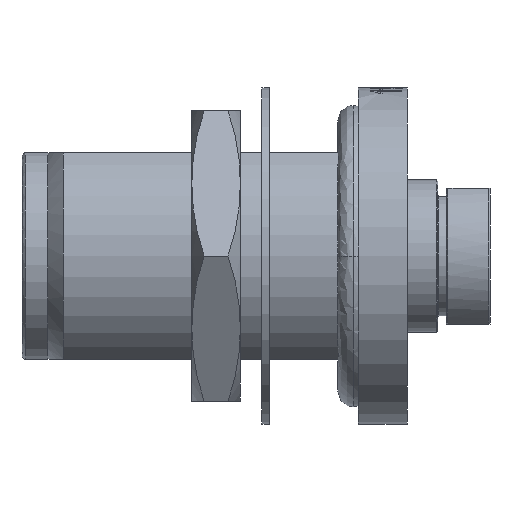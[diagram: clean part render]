
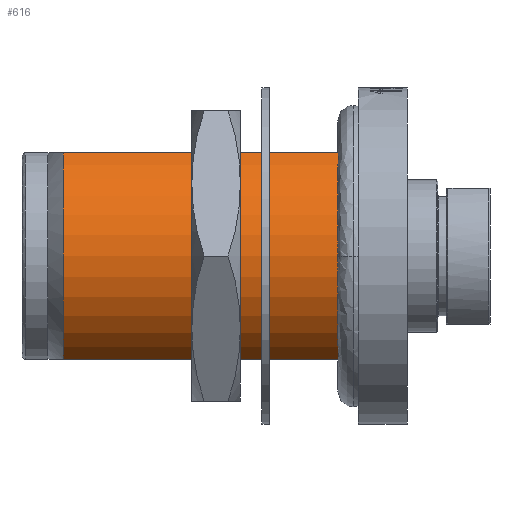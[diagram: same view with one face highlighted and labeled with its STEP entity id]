
A CAD part, front view. The second image highlights one B-rep face of the part: STEP entity #616.
In plain terms, the highlighted cylindrical face has radius 7.8 mm (diameter 15.6 mm), a partial arc.
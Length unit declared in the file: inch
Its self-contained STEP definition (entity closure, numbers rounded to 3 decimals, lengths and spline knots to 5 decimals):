
#342 = DIRECTION ( 'NONE',  ( 0., 0., -1. ) ) ;
#616 = ADVANCED_FACE ( 'NONE', ( #7971 ), #6755, .T. ) ;
#1214 = CARTESIAN_POINT ( 'NONE',  ( 0.1063, 0., 0. ) ) ;
#1242 = VECTOR ( 'NONE', #3268, 39.37008 ) ;
#1730 = DIRECTION ( 'NONE',  ( 1., 0., 0. ) ) ;
#1943 = AXIS2_PLACEMENT_3D ( 'NONE', #10834, #1730, #10902 ) ;
#2187 = ORIENTED_EDGE ( 'NONE', *, *, #8453, .T. ) ;
#2879 = EDGE_CURVE ( 'NONE', #7523, #3521, #13174, .T. ) ;
#3268 = DIRECTION ( 'NONE',  ( -1., 0., 0. ) ) ;
#3468 = LINE ( 'NONE', #12420, #1242 ) ;
#3521 = VERTEX_POINT ( 'NONE', #4408 ) ;
#3867 = DIRECTION ( 'NONE',  ( -1., 0., 0. ) ) ;
#4140 = ORIENTED_EDGE ( 'NONE', *, *, #2879, .T. ) ;
#4257 = DIRECTION ( 'NONE',  ( 1., 0., 0. ) ) ;
#4408 = CARTESIAN_POINT ( 'NONE',  ( 0.86614, -0.15388, 0.26575 ) ) ;
#4858 = CARTESIAN_POINT ( 'NONE',  ( 0.1063, -0.15388, -0.26575 ) ) ;
#5484 = AXIS2_PLACEMENT_3D ( 'NONE', #6126, #3867, #10210 ) ;
#5525 = LINE ( 'NONE', #7330, #9787 ) ;
#6035 = CIRCLE ( 'NONE', #9016, 0.30709 ) ;
#6126 = CARTESIAN_POINT ( 'NONE',  ( 0.86614, 0., 0. ) ) ;
#6308 = ORIENTED_EDGE ( 'NONE', *, *, #8476, .T. ) ;
#6755 = CYLINDRICAL_SURFACE ( 'NONE', #1943, 0.30709 ) ;
#7047 = CARTESIAN_POINT ( 'NONE',  ( 0.86614, -0.15388, -0.26575 ) ) ;
#7330 = CARTESIAN_POINT ( 'NONE',  ( -0.06024, -0.15388, -0.26575 ) ) ;
#7523 = VERTEX_POINT ( 'NONE', #7047 ) ;
#7733 = ORIENTED_EDGE ( 'NONE', *, *, #9971, .T. ) ;
#7800 = CARTESIAN_POINT ( 'NONE',  ( 0.1063, -0.15388, 0.26575 ) ) ;
#7971 = FACE_OUTER_BOUND ( 'NONE', #11672, .T. ) ;
#8313 = DIRECTION ( 'NONE',  ( 1., 0., 0. ) ) ;
#8453 = EDGE_CURVE ( 'NONE', #11657, #7523, #5525, .T. ) ;
#8476 = EDGE_CURVE ( 'NONE', #3521, #10839, #3468, .T. ) ;
#9016 = AXIS2_PLACEMENT_3D ( 'NONE', #1214, #8313, #342 ) ;
#9787 = VECTOR ( 'NONE', #4257, 39.37008 ) ;
#9971 = EDGE_CURVE ( 'NONE', #10839, #11657, #6035, .T. ) ;
#10210 = DIRECTION ( 'NONE',  ( 0., 0., -1. ) ) ;
#10834 = CARTESIAN_POINT ( 'NONE',  ( -0.06024, 0., 0. ) ) ;
#10839 = VERTEX_POINT ( 'NONE', #7800 ) ;
#10902 = DIRECTION ( 'NONE',  ( 0., 0., -1. ) ) ;
#11657 = VERTEX_POINT ( 'NONE', #4858 ) ;
#11672 = EDGE_LOOP ( 'NONE', ( #2187, #4140, #6308, #7733 ) ) ;
#12420 = CARTESIAN_POINT ( 'NONE',  ( -0.06024, -0.15388, 0.26575 ) ) ;
#13174 = CIRCLE ( 'NONE', #5484, 0.30709 ) ;
